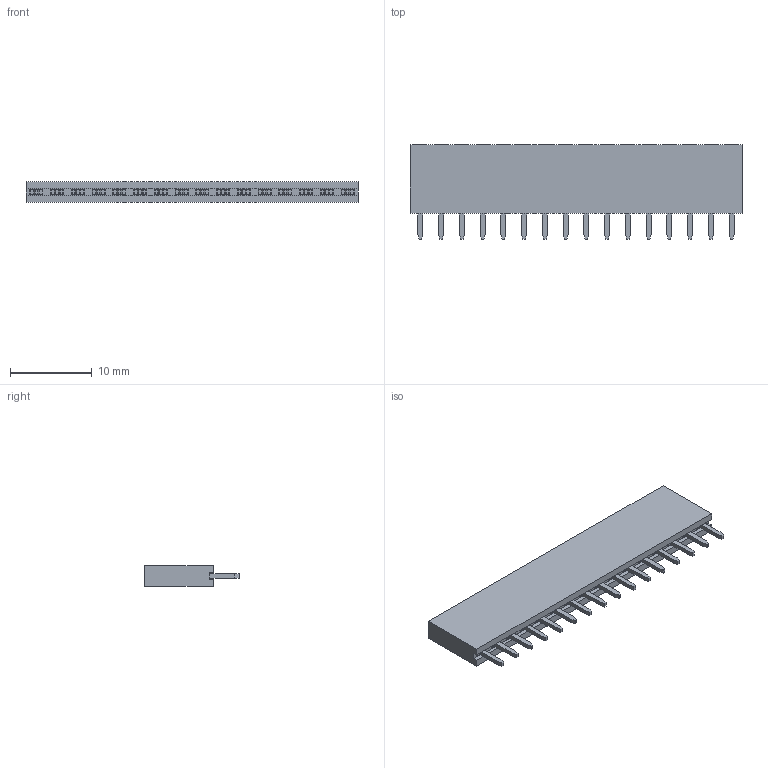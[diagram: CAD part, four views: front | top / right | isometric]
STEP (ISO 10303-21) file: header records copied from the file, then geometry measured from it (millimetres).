
FILE_DESCRIPTION((''),'2;1');
FILE_NAME('PBS-16.stp','2019-11-02T10:50:12',('Shuvalov'),(''),'Autodesk Inventor 2011','Autodesk Inventor 2011','');
FILE_SCHEMA(('CONFIG_CONTROL_DESIGN'));
Length unit declared in the file: millimetre
Products named in the file (1): PBS-16
Bounding box: 40.64 x 11.6 x 2.54 mm (x, y, z)
Volume: 796.3 mm3; surface area: 1502.4 mm2
Topology: 17 solids, 17 shells, 490 faces, 1208 edges, 784 vertices
Faces by surface type: plane 426, cylinder 64
Entity records: 14528 total; most frequent: CARTESIAN_POINT 2483, ORIENTED_EDGE 2416, DIRECTION 2318, EDGE_CURVE 1208, VECTOR 1080, LINE 1080, VERTEX_POINT 784, AXIS2_PLACEMENT_3D 619
